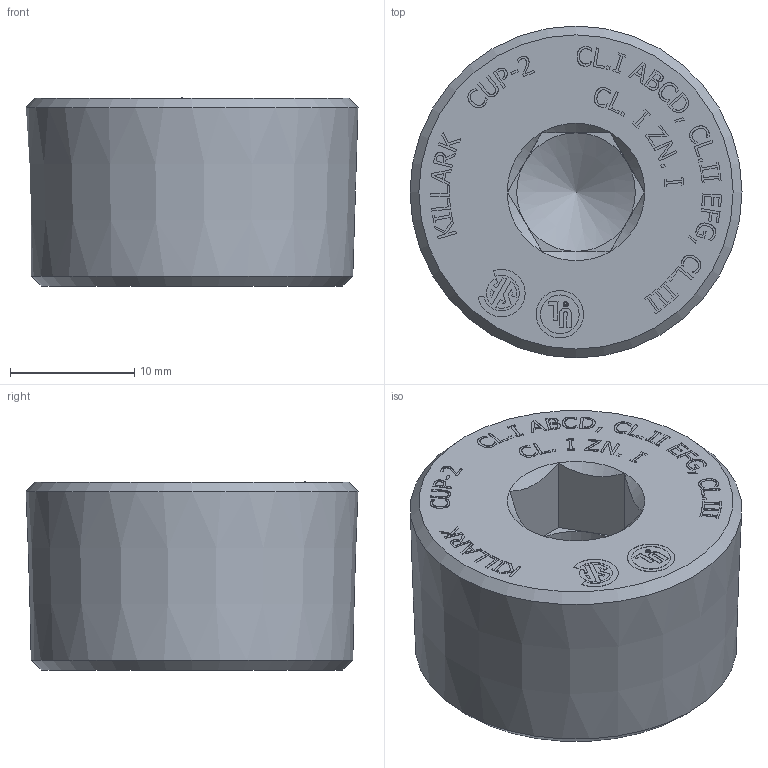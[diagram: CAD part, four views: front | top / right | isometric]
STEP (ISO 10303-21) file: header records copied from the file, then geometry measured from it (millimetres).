
FILE_DESCRIPTION(/* description */ ('CUP-2 ALUMINUM PLUG'),/* implementation_level */ '2;1');
FILE_NAME(/* name */ 'KIL_CUP-2.stp',/* time_stamp */ '2021-02-15T14:09:28+06:00',/* author */ ('kr'),/* organization */ (''),/* preprocessor_version */ 'ST-DEVELOPER v18',/* originating_system */ 'Autodesk Inventor 2020',/* authorisation */ '');
FILE_SCHEMA (('AUTOMOTIVE_DESIGN { 1 0 10303 214 3 1 1 }'));
Length unit declared in the file: inch
Products named in the file (1): 00400-1
Bounding box: 26.67 x 26.67 x 15.11 mm (x, y, z)
Volume: 7429.9 mm3; surface area: 2519.1 mm2
Topology: 2 solids, 2 shells, 649 faces, 1750 edges, 1166 vertices
Faces by surface type: plane 459, bspline 166, cylinder 19, cone 5
Full cylindrical faces by diameter (mm): 0.354 x1, 0.423 x1, 3.105 x1, 3.81 x1, 9.525 x1
Entity records: 20980 total; most frequent: CARTESIAN_POINT 5747, ORIENTED_EDGE 3498, DIRECTION 2424, EDGE_CURVE 1749, LINE 1354, VECTOR 1354, VERTEX_POINT 1166, EDGE_LOOP 711
